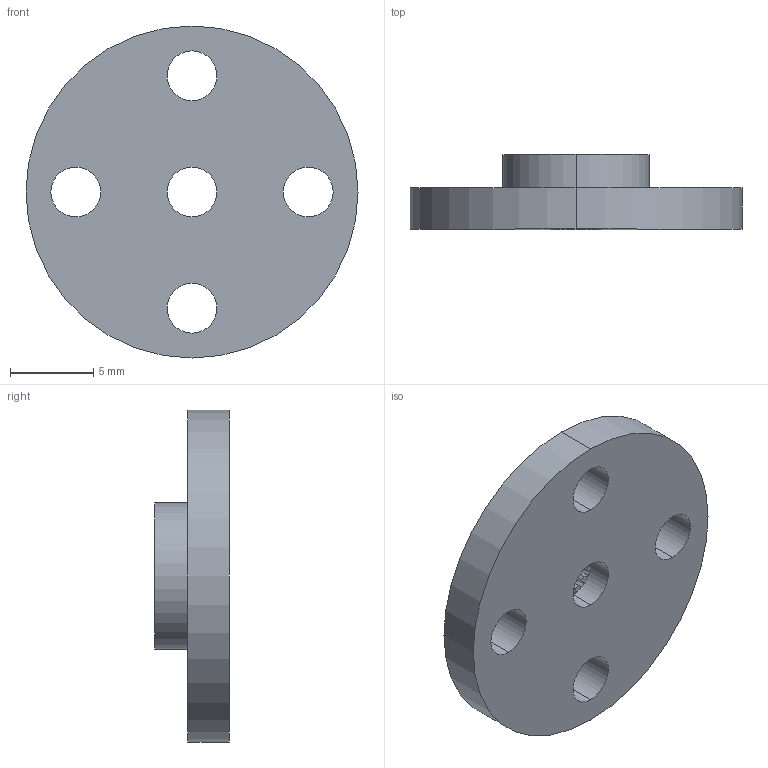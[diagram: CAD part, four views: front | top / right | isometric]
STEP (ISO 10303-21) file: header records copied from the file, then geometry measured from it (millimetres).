
FILE_DESCRIPTION (( 'STEP AP214' ), '1' );
FILE_NAME ('踢扽翋嗆攫.STEP', '2017-10-14T02:11:19', ( '' ), ( '' ), 'SwSTEP 2.0', 'SolidWorks 2014', '' );
FILE_SCHEMA (( 'AUTOMOTIVE_DESIGN' ));
Length unit declared in the file: millimetre
Products named in the file (1): 踢扽翋嗆攫
Bounding box: 20 x 4.5 x 20 mm (x, y, z)
Volume: 750.5 mm3; surface area: 980.6 mm2
Topology: 1 solids, 1 shells, 116 faces, 336 edges, 224 vertices
Faces by surface type: plane 100, cylinder 16
Entity records: 3874 total; most frequent: CARTESIAN_POINT 677, ORIENTED_EDGE 672, DIRECTION 650, EDGE_CURVE 336, VECTOR 256, LINE 256, VERTEX_POINT 224, AXIS2_PLACEMENT_3D 197
